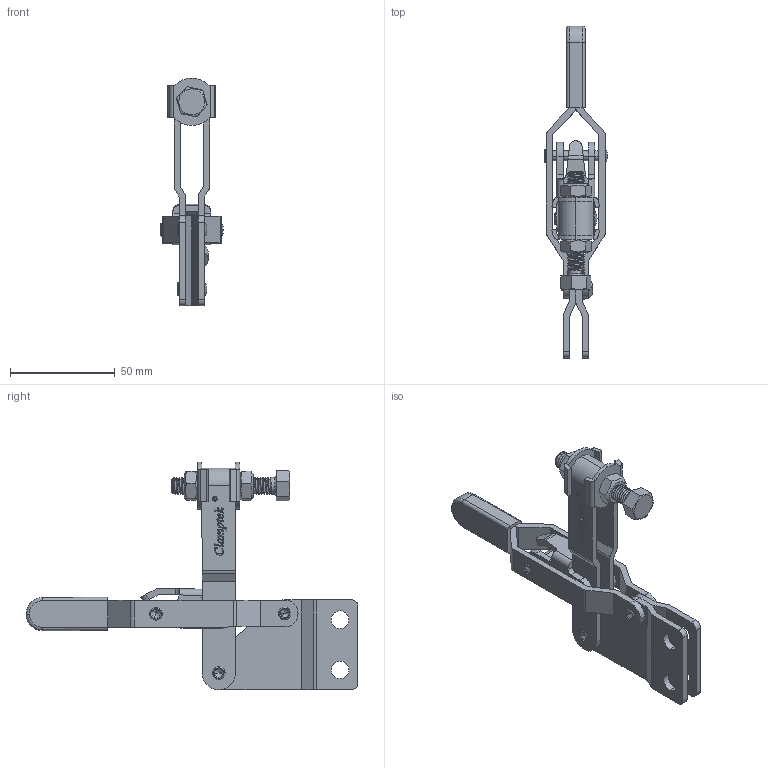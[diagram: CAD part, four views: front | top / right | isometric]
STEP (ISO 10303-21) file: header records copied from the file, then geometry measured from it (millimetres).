
FILE_DESCRIPTION (( 'STEP AP203' ), '1' );
FILE_NAME ('CH-12421.STEP', '2017-11-07T07:48:27', ( 'Windows' ), ( 'Microsoft' ), 'SwSTEP 2.0', 'SolidWorks 2015', '' );
FILE_SCHEMA (( 'CONFIG_CONTROL_DESIGN' ));
Length unit declared in the file: millimetre
Products named in the file (12): CH-SA-085012 SPINDLE SUPPLIED; CH-11421-04 CONNECTING-PLATE; CH-12421; CH-11421-03 STRAIGHT HANDLE; CH-11421-08; CH-11421-07; CH-11421-06; CH-11421-05; CH-FW-11421; CH-12421-01 STRAIGHT BASE; M8 Nut; CH-12421-02 U-BAR
Assembly tree (14 placements, depth 2):
  CH-12421
    CH-12421-01 STRAIGHT BASE
    CH-12421-02 U-BAR
    CH-11421-04 CONNECTING-PLATE
    CH-11421-03 STRAIGHT HANDLE
    CH-11421-08
    CH-11421-07
    CH-11421-06  x2
    CH-11421-05
    CH-FW-11421  x2
    M8 Nut  x2
    CH-SA-085012 SPINDLE SUPPLIED
Bounding box: 30.2 x 158.6 x 108.8 mm (x, y, z)
Volume: 49051.9 mm3; surface area: 43441.8 mm2
Topology: 16 solids, 16 shells, 761 faces, 2064 edges, 1354 vertices
Faces by surface type: plane 303, cylinder 239, bspline 167, torus 30, cone 22
Entity records: 33067 total; most frequent: CARTESIAN_POINT 15394, ORIENTED_EDGE 3790, DIRECTION 2794, EDGE_CURVE 1895, VERTEX_POINT 1254, LINE 1044, VECTOR 1044, AXIS2_PLACEMENT_3D 875
